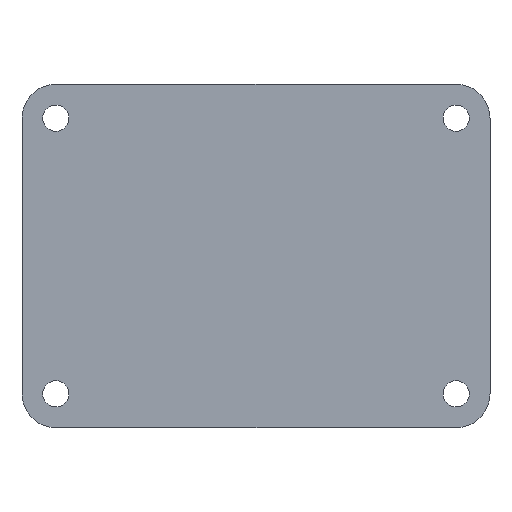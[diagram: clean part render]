
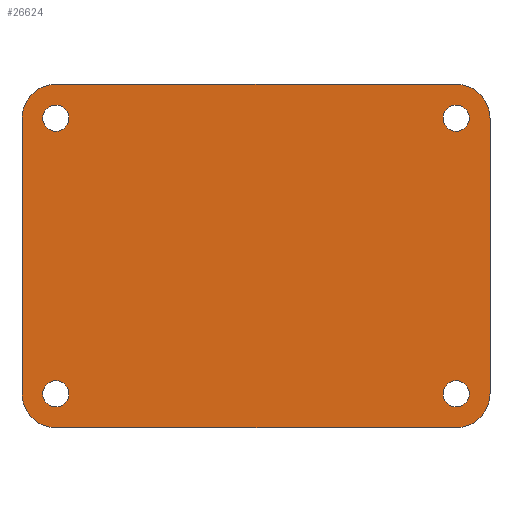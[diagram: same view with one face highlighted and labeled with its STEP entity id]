
A CAD part, front view. The second image highlights one B-rep face of the part: STEP entity #26624.
In plain terms, the highlighted planar face has unit normal (0, -1, 0).
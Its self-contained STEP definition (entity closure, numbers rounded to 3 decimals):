
#40 = ORIENTED_EDGE ( 'NONE', *, *, #14869, .F. ) ;
#811 = CARTESIAN_POINT ( 'NONE',  ( 38.5, 0., -26.5 ) ) ;
#886 = CIRCLE ( 'NONE', #8913, 2.5 ) ;
#1237 = CARTESIAN_POINT ( 'NONE',  ( 38.5, 0., 26.5 ) ) ;
#1273 = CARTESIAN_POINT ( 'NONE',  ( 38.5, 0., 26.5 ) ) ;
#1675 = EDGE_LOOP ( 'NONE', ( #33762, #21671 ) ) ;
#1795 = FACE_BOUND ( 'NONE', #2863, .T. ) ;
#2052 = CARTESIAN_POINT ( 'NONE',  ( -45., 0., -26.5 ) ) ;
#2184 = VERTEX_POINT ( 'NONE', #9285 ) ;
#2207 = EDGE_CURVE ( 'NONE', #6280, #14808, #886, .T. ) ;
#2286 = DIRECTION ( 'NONE',  ( 0., 0., -1. ) ) ;
#2333 = VERTEX_POINT ( 'NONE', #43263 ) ;
#2718 = DIRECTION ( 'NONE',  ( 0., 0., -1. ) ) ;
#2863 = EDGE_LOOP ( 'NONE', ( #31801, #10179 ) ) ;
#3620 = EDGE_CURVE ( 'NONE', #4656, #27765, #21657, .T. ) ;
#4192 = CARTESIAN_POINT ( 'NONE',  ( 38.5, 0., 33. ) ) ;
#4271 = DIRECTION ( 'NONE',  ( 0., 0., -1. ) ) ;
#4276 = ORIENTED_EDGE ( 'NONE', *, *, #40389, .F. ) ;
#4601 = CARTESIAN_POINT ( 'NONE',  ( 38.5, 0., 29. ) ) ;
#4656 = VERTEX_POINT ( 'NONE', #38444 ) ;
#4697 = DIRECTION ( 'NONE',  ( 0., 0., 1. ) ) ;
#4732 = DIRECTION ( 'NONE',  ( 0., 0., 1. ) ) ;
#5763 = EDGE_LOOP ( 'NONE', ( #28197, #24481 ) ) ;
#5987 = VECTOR ( 'NONE', #38721, 1000. ) ;
#6082 = DIRECTION ( 'NONE',  ( 0., 1., 0. ) ) ;
#6217 = CIRCLE ( 'NONE', #36812, 2.5 ) ;
#6280 = VERTEX_POINT ( 'NONE', #9117 ) ;
#7276 = DIRECTION ( 'NONE',  ( 0., 1., 0. ) ) ;
#7335 = DIRECTION ( 'NONE',  ( 0., 1., 0. ) ) ;
#8118 = LINE ( 'NONE', #23203, #43214 ) ;
#8557 = CARTESIAN_POINT ( 'NONE',  ( 38.5, 0., -33. ) ) ;
#8913 = AXIS2_PLACEMENT_3D ( 'NONE', #9449, #33209, #12867 ) ;
#9117 = CARTESIAN_POINT ( 'NONE',  ( -38.5, 0., 24. ) ) ;
#9161 = EDGE_CURVE ( 'NONE', #27765, #39013, #33137, .T. ) ;
#9267 = LINE ( 'NONE', #14599, #35289 ) ;
#9285 = CARTESIAN_POINT ( 'NONE',  ( 38.5, 0., -24. ) ) ;
#9381 = AXIS2_PLACEMENT_3D ( 'NONE', #43439, #23130, #2718 ) ;
#9449 = CARTESIAN_POINT ( 'NONE',  ( -38.5, 0., 26.5 ) ) ;
#9654 = CIRCLE ( 'NONE', #15523, 2.5 ) ;
#9986 = CARTESIAN_POINT ( 'NONE',  ( -38.5, 0., -26.5 ) ) ;
#10094 = AXIS2_PLACEMENT_3D ( 'NONE', #19119, #42821, #22527 ) ;
#10179 = ORIENTED_EDGE ( 'NONE', *, *, #35065, .T. ) ;
#10326 = AXIS2_PLACEMENT_3D ( 'NONE', #27719, #7335, #31157 ) ;
#10404 = VERTEX_POINT ( 'NONE', #4192 ) ;
#10426 = CIRCLE ( 'NONE', #39234, 2.5 ) ;
#10800 = CARTESIAN_POINT ( 'NONE',  ( 38.5, 0., -26.5 ) ) ;
#10881 = FACE_BOUND ( 'NONE', #29349, .T. ) ;
#11631 = VERTEX_POINT ( 'NONE', #30013 ) ;
#11945 = FACE_OUTER_BOUND ( 'NONE', #41408, .T. ) ;
#12867 = DIRECTION ( 'NONE',  ( 0., 0., -1. ) ) ;
#13023 = CIRCLE ( 'NONE', #9381, 2.5 ) ;
#13067 = ORIENTED_EDGE ( 'NONE', *, *, #14497, .F. ) ;
#13268 = CIRCLE ( 'NONE', #29669, 2.5 ) ;
#13387 = DIRECTION ( 'NONE',  ( 0., 0., 1. ) ) ;
#14227 = DIRECTION ( 'NONE',  ( 0., 0., 1. ) ) ;
#14395 = CARTESIAN_POINT ( 'NONE',  ( -45., 0., 26.5 ) ) ;
#14497 = EDGE_CURVE ( 'NONE', #39013, #11631, #22951, .T. ) ;
#14599 = CARTESIAN_POINT ( 'NONE',  ( -38.5, 0., 33. ) ) ;
#14808 = VERTEX_POINT ( 'NONE', #40929 ) ;
#14869 = EDGE_CURVE ( 'NONE', #41491, #15077, #23441, .T. ) ;
#15077 = VERTEX_POINT ( 'NONE', #8557 ) ;
#15523 = AXIS2_PLACEMENT_3D ( 'NONE', #1237, #25097, #4697 ) ;
#15556 = PLANE ( 'NONE',  #35002 ) ;
#16696 = ORIENTED_EDGE ( 'NONE', *, *, #36055, .F. ) ;
#16993 = AXIS2_PLACEMENT_3D ( 'NONE', #811, #24662, #4271 ) ;
#19004 = DIRECTION ( 'NONE',  ( 0., 0., -1. ) ) ;
#19119 = CARTESIAN_POINT ( 'NONE',  ( -38.5, 0., -26.5 ) ) ;
#19343 = EDGE_CURVE ( 'NONE', #10404, #34436, #32851, .T. ) ;
#19805 = VERTEX_POINT ( 'NONE', #29890 ) ;
#19842 = DIRECTION ( 'NONE',  ( 0., 1., 0. ) ) ;
#20886 = AXIS2_PLACEMENT_3D ( 'NONE', #10800, #34569, #14227 ) ;
#21657 = CIRCLE ( 'NONE', #10094, 6.5 ) ;
#21671 = ORIENTED_EDGE ( 'NONE', *, *, #32759, .T. ) ;
#21790 = AXIS2_PLACEMENT_3D ( 'NONE', #9986, #33738, #13387 ) ;
#22527 = DIRECTION ( 'NONE',  ( 0., 0., -1. ) ) ;
#22951 = CIRCLE ( 'NONE', #10326, 6.5 ) ;
#23020 = EDGE_CURVE ( 'NONE', #19805, #35670, #13268, .T. ) ;
#23130 = DIRECTION ( 'NONE',  ( 0., 1., 0. ) ) ;
#23203 = CARTESIAN_POINT ( 'NONE',  ( -38.5, 0., -33. ) ) ;
#23441 = CIRCLE ( 'NONE', #20886, 6.5 ) ;
#24481 = ORIENTED_EDGE ( 'NONE', *, *, #35768, .T. ) ;
#24662 = DIRECTION ( 'NONE',  ( 0., 1., 0. ) ) ;
#24733 = CARTESIAN_POINT ( 'NONE',  ( 45., 0., 26.5 ) ) ;
#25097 = DIRECTION ( 'NONE',  ( 0., 1., 0. ) ) ;
#25124 = DIRECTION ( 'NONE',  ( 0., 1., 0. ) ) ;
#26512 = CARTESIAN_POINT ( 'NONE',  ( 38.5, 0., -26.5 ) ) ;
#26545 = ORIENTED_EDGE ( 'NONE', *, *, #23020, .T. ) ;
#26624 = ADVANCED_FACE ( 'NONE', ( #11945, #10881, #28982, #1795, #36883 ), #15556, .T. ) ;
#26625 = DIRECTION ( 'NONE',  ( -1., 0., 0. ) ) ;
#27199 = CARTESIAN_POINT ( 'NONE',  ( 38.5, 0., -29. ) ) ;
#27672 = CARTESIAN_POINT ( 'NONE',  ( -38.5, 0., -26.5 ) ) ;
#27719 = CARTESIAN_POINT ( 'NONE',  ( -38.5, 0., 26.5 ) ) ;
#27765 = VERTEX_POINT ( 'NONE', #2052 ) ;
#28197 = ORIENTED_EDGE ( 'NONE', *, *, #2207, .T. ) ;
#28982 = FACE_BOUND ( 'NONE', #1675, .T. ) ;
#29111 = CARTESIAN_POINT ( 'NONE',  ( -38.5, 0., 26.5 ) ) ;
#29250 = AXIS2_PLACEMENT_3D ( 'NONE', #40126, #19842, #43556 ) ;
#29349 = EDGE_LOOP ( 'NONE', ( #26545, #40763 ) ) ;
#29669 = AXIS2_PLACEMENT_3D ( 'NONE', #27672, #7276, #31086 ) ;
#29890 = CARTESIAN_POINT ( 'NONE',  ( -38.5, 0., -29. ) ) ;
#29939 = DIRECTION ( 'NONE',  ( 0., 0., -1. ) ) ;
#30013 = CARTESIAN_POINT ( 'NONE',  ( -38.5, 0., 33. ) ) ;
#30436 = EDGE_CURVE ( 'NONE', #35670, #19805, #36848, .T. ) ;
#30736 = EDGE_CURVE ( 'NONE', #15077, #4656, #8118, .T. ) ;
#31030 = EDGE_CURVE ( 'NONE', #2333, #38509, #9654, .T. ) ;
#31086 = DIRECTION ( 'NONE',  ( 0., 0., 1. ) ) ;
#31157 = DIRECTION ( 'NONE',  ( 0., 0., -1. ) ) ;
#31548 = DIRECTION ( 'NONE',  ( 1., 0., 0. ) ) ;
#31801 = ORIENTED_EDGE ( 'NONE', *, *, #31030, .T. ) ;
#32759 = EDGE_CURVE ( 'NONE', #2184, #37422, #43536, .T. ) ;
#32786 = CARTESIAN_POINT ( 'NONE',  ( -38.5, 0., -24. ) ) ;
#32851 = CIRCLE ( 'NONE', #29250, 6.5 ) ;
#33137 = LINE ( 'NONE', #38562, #5987 ) ;
#33209 = DIRECTION ( 'NONE',  ( 0., 1., 0. ) ) ;
#33421 = VECTOR ( 'NONE', #2286, 1000. ) ;
#33738 = DIRECTION ( 'NONE',  ( 0., 1., 0. ) ) ;
#33762 = ORIENTED_EDGE ( 'NONE', *, *, #41002, .T. ) ;
#34436 = VERTEX_POINT ( 'NONE', #24733 ) ;
#34464 = LINE ( 'NONE', #43037, #33421 ) ;
#34569 = DIRECTION ( 'NONE',  ( 0., 1., 0. ) ) ;
#35002 = AXIS2_PLACEMENT_3D ( 'NONE', #29111, #39314, #19004 ) ;
#35065 = EDGE_CURVE ( 'NONE', #38509, #2333, #10426, .T. ) ;
#35289 = VECTOR ( 'NONE', #31548, 1000. ) ;
#35670 = VERTEX_POINT ( 'NONE', #32786 ) ;
#35768 = EDGE_CURVE ( 'NONE', #14808, #6280, #13023, .T. ) ;
#36055 = EDGE_CURVE ( 'NONE', #11631, #10404, #9267, .T. ) ;
#36370 = CARTESIAN_POINT ( 'NONE',  ( 45., 0., -26.5 ) ) ;
#36812 = AXIS2_PLACEMENT_3D ( 'NONE', #26512, #6082, #29939 ) ;
#36848 = CIRCLE ( 'NONE', #21790, 2.5 ) ;
#36883 = FACE_BOUND ( 'NONE', #5763, .T. ) ;
#37422 = VERTEX_POINT ( 'NONE', #27199 ) ;
#38444 = CARTESIAN_POINT ( 'NONE',  ( -38.5, 0., -33. ) ) ;
#38509 = VERTEX_POINT ( 'NONE', #4601 ) ;
#38562 = CARTESIAN_POINT ( 'NONE',  ( -45., 0., 26.5 ) ) ;
#38721 = DIRECTION ( 'NONE',  ( 0., 0., 1. ) ) ;
#39013 = VERTEX_POINT ( 'NONE', #14395 ) ;
#39234 = AXIS2_PLACEMENT_3D ( 'NONE', #1273, #25124, #4732 ) ;
#39314 = DIRECTION ( 'NONE',  ( 0., -1., 0. ) ) ;
#39421 = ORIENTED_EDGE ( 'NONE', *, *, #3620, .F. ) ;
#40126 = CARTESIAN_POINT ( 'NONE',  ( 38.5, 0., 26.5 ) ) ;
#40389 = EDGE_CURVE ( 'NONE', #34436, #41491, #34464, .T. ) ;
#40763 = ORIENTED_EDGE ( 'NONE', *, *, #30436, .T. ) ;
#40929 = CARTESIAN_POINT ( 'NONE',  ( -38.5, 0., 29. ) ) ;
#41002 = EDGE_CURVE ( 'NONE', #37422, #2184, #6217, .T. ) ;
#41408 = EDGE_LOOP ( 'NONE', ( #40, #4276, #41991, #16696, #13067, #42535, #39421, #43527 ) ) ;
#41491 = VERTEX_POINT ( 'NONE', #36370 ) ;
#41991 = ORIENTED_EDGE ( 'NONE', *, *, #19343, .F. ) ;
#42535 = ORIENTED_EDGE ( 'NONE', *, *, #9161, .F. ) ;
#42821 = DIRECTION ( 'NONE',  ( 0., 1., 0. ) ) ;
#43037 = CARTESIAN_POINT ( 'NONE',  ( 45., 0., 0. ) ) ;
#43214 = VECTOR ( 'NONE', #26625, 1000. ) ;
#43263 = CARTESIAN_POINT ( 'NONE',  ( 38.5, 0., 24. ) ) ;
#43439 = CARTESIAN_POINT ( 'NONE',  ( -38.5, 0., 26.5 ) ) ;
#43527 = ORIENTED_EDGE ( 'NONE', *, *, #30736, .F. ) ;
#43536 = CIRCLE ( 'NONE', #16993, 2.5 ) ;
#43556 = DIRECTION ( 'NONE',  ( 0., 0., 1. ) ) ;
